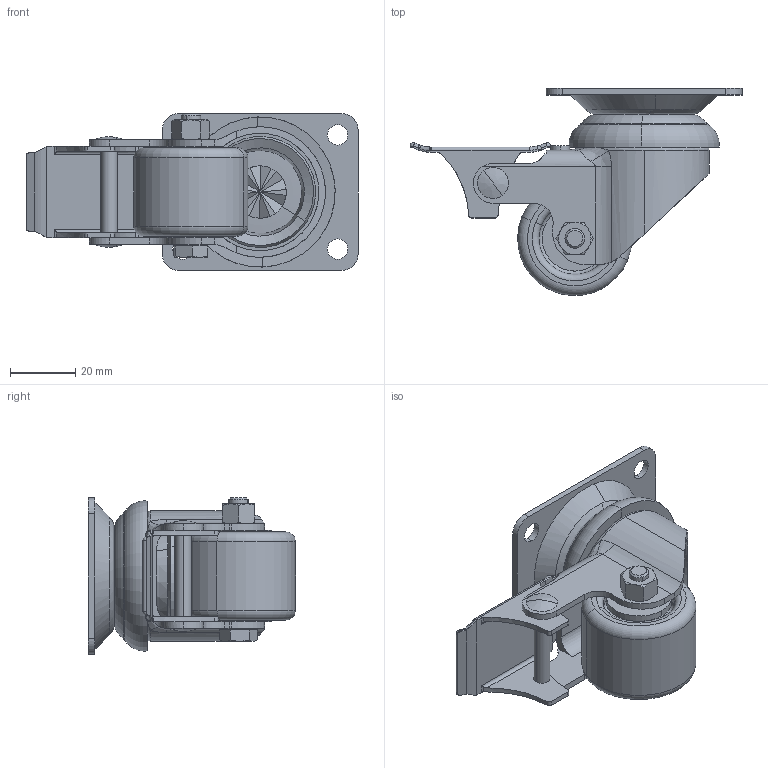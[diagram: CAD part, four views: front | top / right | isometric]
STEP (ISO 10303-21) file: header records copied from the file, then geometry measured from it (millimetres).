
FILE_DESCRIPTION (( 'STEP AP214' ), '1' );
FILE_NAME ('A502 Êîëåñî ñ òîðìîçîì O35 ñ ïëàòôîðìîé.STEP', '2021-03-17T12:39:35', ( 'Windows User' ), ( '' ), 'SwSTEP 2.0', 'SolidWorks 2020', '' );
FILE_SCHEMA (( 'AUTOMOTIVE_DESIGN' ));
Length unit declared in the file: millimetre
Products named in the file (11): 秬謽鍡 A502_00; Çàùèòà A502_00; A502 Êîëåñî ñ òîðìîçîì O35 ñ ïëàòôîðìîé; ч膹樖罻 A502_00; hex nut gradec_din_Hexagon Nut ISO 4034 - M6 - N; 砑霘馯罻 A502_00; ﾎ魵瑙韃 A502_00; 扻錼勷 A502_00; ﾄ濵 A502_00; Êðûøêà A502_00; hex bolt gradeab_din_DIN EN 24014 - M6 x 40 x 18-N
Assembly tree (11 placements, depth 2):
  A502 Êîëåñî ñ òîðìîçîì O35 ñ ïëàòôîðìîé
    ﾎ魵瑙韃 A502_00
    ﾄ濵 A502_00
    Êðûøêà A502_00
    扻錼勷 A502_00
    Çàùèòà A502_00  x2
    hex bolt gradeab_din_DIN EN 24014 - M6 x 40 x 18-N
    hex nut gradec_din_Hexagon Nut ISO 4034 - M6 - N
    秬謽鍡 A502_00
    ч膹樖罻 A502_00
    砑霘馯罻 A502_00
Bounding box: 101.76 x 63.49 x 48.1 mm (x, y, z)
Volume: 54122.4 mm3; surface area: 38380.7 mm2
Topology: 12 solids, 12 shells, 352 faces, 839 edges, 508 vertices
Faces by surface type: cylinder 128, plane 113, torus 40, cone 38, bspline 25, sphere 8
Entity records: 15000 total; most frequent: CARTESIAN_POINT 6649, DIRECTION 1666, ORIENTED_EDGE 1618, EDGE_CURVE 809, AXIS2_PLACEMENT_3D 683, VERTEX_POINT 494, EDGE_LOOP 385, CIRCLE 348
